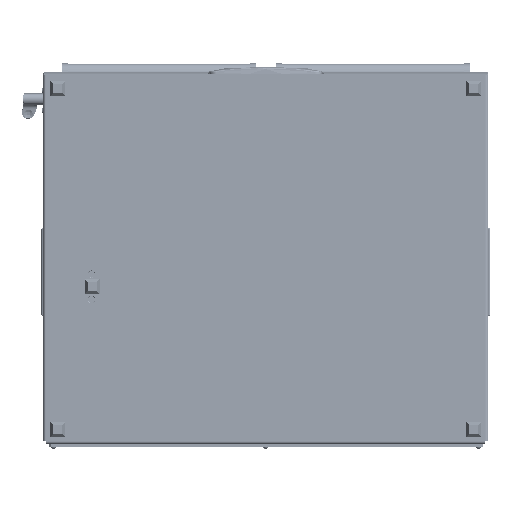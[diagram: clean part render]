
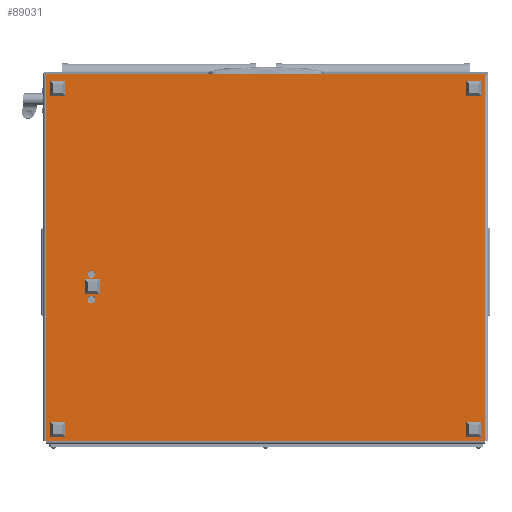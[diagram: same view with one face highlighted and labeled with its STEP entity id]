
A CAD part, front view. The second image highlights one B-rep face of the part: STEP entity #89031.
In plain terms, the highlighted face is planar.
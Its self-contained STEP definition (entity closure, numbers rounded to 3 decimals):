
#2357 = VERTEX_POINT ( 'NONE', #24293 ) ;
#3601 = LINE ( 'NONE', #69313, #37534 ) ;
#3636 = FACE_OUTER_BOUND ( 'NONE', #8957, .T. ) ;
#8385 = AXIS2_PLACEMENT_3D ( 'NONE', #45187, #54167, #117186 ) ;
#8957 = EDGE_LOOP ( 'NONE', ( #26383, #27991, #105241, #65284, #47222, #92254, #122227, #34221 ) ) ;
#11887 = ORIENTED_EDGE ( 'NONE', *, *, #17813, .F. ) ;
#11936 = CIRCLE ( 'NONE', #103935, 5.2 ) ;
#12970 = LINE ( 'NONE', #106295, #75907 ) ;
#14383 = CARTESIAN_POINT ( 'NONE',  ( 0., 608., 0. ) ) ;
#15167 = CARTESIAN_POINT ( 'NONE',  ( 304.8, 545., 0. ) ) ;
#15645 = DIRECTION ( 'NONE',  ( -1., 0., 0. ) ) ;
#17298 = DIRECTION ( 'NONE',  ( -1., 0., 0. ) ) ;
#17813 = EDGE_CURVE ( 'NONE', #103771, #67843, #50473, .T. ) ;
#18630 = PLANE ( 'NONE',  #45753 ) ;
#19567 = EDGE_CURVE ( 'NONE', #109465, #58554, #122083, .T. ) ;
#21856 = CARTESIAN_POINT ( 'NONE',  ( 0., -4., 0. ) ) ;
#22852 = LINE ( 'NONE', #59933, #92046 ) ;
#24032 = CARTESIAN_POINT ( 'NONE',  ( 0., -2., 0. ) ) ;
#24293 = CARTESIAN_POINT ( 'NONE',  ( 269.8, 545., 0. ) ) ;
#26383 = ORIENTED_EDGE ( 'NONE', *, *, #95070, .F. ) ;
#27434 = CARTESIAN_POINT ( 'NONE',  ( 0., 610., 0. ) ) ;
#27991 = ORIENTED_EDGE ( 'NONE', *, *, #59799, .T. ) ;
#29218 = DIRECTION ( 'NONE',  ( 1., 0., 0. ) ) ;
#30108 = EDGE_CURVE ( 'NONE', #2357, #67498, #81286, .T. ) ;
#33212 = EDGE_CURVE ( 'NONE', #75472, #34630, #99151, .T. ) ;
#34221 = ORIENTED_EDGE ( 'NONE', *, *, #33212, .F. ) ;
#34292 = VECTOR ( 'NONE', #92653, 1000. ) ;
#34630 = VERTEX_POINT ( 'NONE', #102774 ) ;
#37534 = VECTOR ( 'NONE', #48636, 1000. ) ;
#39897 = CARTESIAN_POINT ( 'NONE',  ( 0., -4., 0. ) ) ;
#40889 = EDGE_CURVE ( 'NONE', #55362, #109465, #99025, .T. ) ;
#41923 = DIRECTION ( 'NONE',  ( 0., 0., -1. ) ) ;
#44792 = CARTESIAN_POINT ( 'NONE',  ( -2., 610., 0. ) ) ;
#45187 = CARTESIAN_POINT ( 'NONE',  ( 310., 545., 0. ) ) ;
#45753 = AXIS2_PLACEMENT_3D ( 'NONE', #99384, #60214, #17298 ) ;
#46913 = DIRECTION ( 'NONE',  ( 0., 0., -1. ) ) ;
#47222 = ORIENTED_EDGE ( 'NONE', *, *, #19567, .F. ) ;
#47716 = DIRECTION ( 'NONE',  ( 1., 0., 0. ) ) ;
#48636 = DIRECTION ( 'NONE',  ( 0., -1., 0. ) ) ;
#50473 = CIRCLE ( 'NONE', #8385, 5.2 ) ;
#51553 = VECTOR ( 'NONE', #126584, 1000. ) ;
#54167 = DIRECTION ( 'NONE',  ( 0., 0., -1. ) ) ;
#55362 = VERTEX_POINT ( 'NONE', #69291 ) ;
#56079 = EDGE_CURVE ( 'NONE', #55362, #34630, #3601, .T. ) ;
#58243 = CARTESIAN_POINT ( 'NONE',  ( 0., 608., 0. ) ) ;
#58300 = ORIENTED_EDGE ( 'NONE', *, *, #30108, .F. ) ;
#58490 = LINE ( 'NONE', #21856, #34292 ) ;
#58554 = VERTEX_POINT ( 'NONE', #27434 ) ;
#59799 = EDGE_CURVE ( 'NONE', #99313, #132238, #12970, .T. ) ;
#59933 = CARTESIAN_POINT ( 'NONE',  ( 0., 610., 0. ) ) ;
#60138 = DIRECTION ( 'NONE',  ( 0., 1., 0. ) ) ;
#60214 = DIRECTION ( 'NONE',  ( 0., 0., -1. ) ) ;
#65284 = ORIENTED_EDGE ( 'NONE', *, *, #95624, .T. ) ;
#67498 = VERTEX_POINT ( 'NONE', #81246 ) ;
#67843 = VERTEX_POINT ( 'NONE', #15167 ) ;
#69291 = CARTESIAN_POINT ( 'NONE',  ( 506., 608., 0. ) ) ;
#69313 = CARTESIAN_POINT ( 'NONE',  ( 506., 608., 0. ) ) ;
#74938 = VECTOR ( 'NONE', #99197, 1000. ) ;
#75472 = VERTEX_POINT ( 'NONE', #131347 ) ;
#75907 = VECTOR ( 'NONE', #76102, 1000. ) ;
#76102 = DIRECTION ( 'NONE',  ( -1., 0., 0. ) ) ;
#79603 = EDGE_CURVE ( 'NONE', #132238, #86284, #116014, .T. ) ;
#80525 = EDGE_LOOP ( 'NONE', ( #105083, #11887 ) ) ;
#81149 = CARTESIAN_POINT ( 'NONE',  ( 275., 545., 0. ) ) ;
#81246 = CARTESIAN_POINT ( 'NONE',  ( 280.2, 545., 0. ) ) ;
#81286 = CIRCLE ( 'NONE', #105610, 5.2 ) ;
#84736 = CARTESIAN_POINT ( 'NONE',  ( 315.2, 545., 0. ) ) ;
#86284 = VERTEX_POINT ( 'NONE', #44792 ) ;
#88090 = VECTOR ( 'NONE', #60138, 1000. ) ;
#89031 = ADVANCED_FACE ( 'NONE', ( #131032, #103593, #3636 ), #18630, .T. ) ;
#89440 = EDGE_CURVE ( 'NONE', #67498, #2357, #121187, .T. ) ;
#92046 = VECTOR ( 'NONE', #29218, 1000. ) ;
#92254 = ORIENTED_EDGE ( 'NONE', *, *, #40889, .F. ) ;
#92653 = DIRECTION ( 'NONE',  ( 0., 1., 0. ) ) ;
#93444 = CARTESIAN_POINT ( 'NONE',  ( -2., -2., 0. ) ) ;
#95070 = EDGE_CURVE ( 'NONE', #99313, #75472, #58490, .T. ) ;
#95624 = EDGE_CURVE ( 'NONE', #86284, #58554, #22852, .T. ) ;
#99025 = LINE ( 'NONE', #58243, #74938 ) ;
#99151 = LINE ( 'NONE', #130564, #113630 ) ;
#99197 = DIRECTION ( 'NONE',  ( -1., 0., 0. ) ) ;
#99313 = VERTEX_POINT ( 'NONE', #24032 ) ;
#99384 = CARTESIAN_POINT ( 'NONE',  ( 0., 608., 0. ) ) ;
#102774 = CARTESIAN_POINT ( 'NONE',  ( 506., 0., 0. ) ) ;
#103593 = FACE_BOUND ( 'NONE', #80525, .T. ) ;
#103771 = VERTEX_POINT ( 'NONE', #84736 ) ;
#103935 = AXIS2_PLACEMENT_3D ( 'NONE', #109392, #46913, #15645 ) ;
#105083 = ORIENTED_EDGE ( 'NONE', *, *, #122419, .F. ) ;
#105241 = ORIENTED_EDGE ( 'NONE', *, *, #79603, .T. ) ;
#105610 = AXIS2_PLACEMENT_3D ( 'NONE', #111745, #112643, #123563 ) ;
#106295 = CARTESIAN_POINT ( 'NONE',  ( 0., -2., 0. ) ) ;
#109392 = CARTESIAN_POINT ( 'NONE',  ( 310., 545., 0. ) ) ;
#109465 = VERTEX_POINT ( 'NONE', #14383 ) ;
#111745 = CARTESIAN_POINT ( 'NONE',  ( 275., 545., 0. ) ) ;
#112643 = DIRECTION ( 'NONE',  ( 0., 0., -1. ) ) ;
#113630 = VECTOR ( 'NONE', #47716, 1000. ) ;
#116014 = LINE ( 'NONE', #116586, #51553 ) ;
#116586 = CARTESIAN_POINT ( 'NONE',  ( -2., -4., 0. ) ) ;
#117186 = DIRECTION ( 'NONE',  ( -1., 0., 0. ) ) ;
#117246 = ORIENTED_EDGE ( 'NONE', *, *, #89440, .F. ) ;
#121187 = CIRCLE ( 'NONE', #122481, 5.2 ) ;
#122083 = LINE ( 'NONE', #39897, #88090 ) ;
#122227 = ORIENTED_EDGE ( 'NONE', *, *, #56079, .T. ) ;
#122419 = EDGE_CURVE ( 'NONE', #67843, #103771, #11936, .T. ) ;
#122481 = AXIS2_PLACEMENT_3D ( 'NONE', #81149, #41923, #132889 ) ;
#123563 = DIRECTION ( 'NONE',  ( -1., 0., 0. ) ) ;
#123861 = EDGE_LOOP ( 'NONE', ( #58300, #117246 ) ) ;
#126584 = DIRECTION ( 'NONE',  ( 0., 1., 0. ) ) ;
#130564 = CARTESIAN_POINT ( 'NONE',  ( 0., 0., 0. ) ) ;
#131032 = FACE_BOUND ( 'NONE', #123861, .T. ) ;
#131347 = CARTESIAN_POINT ( 'NONE',  ( 0., 0., 0. ) ) ;
#132238 = VERTEX_POINT ( 'NONE', #93444 ) ;
#132889 = DIRECTION ( 'NONE',  ( -1., 0., 0. ) ) ;
